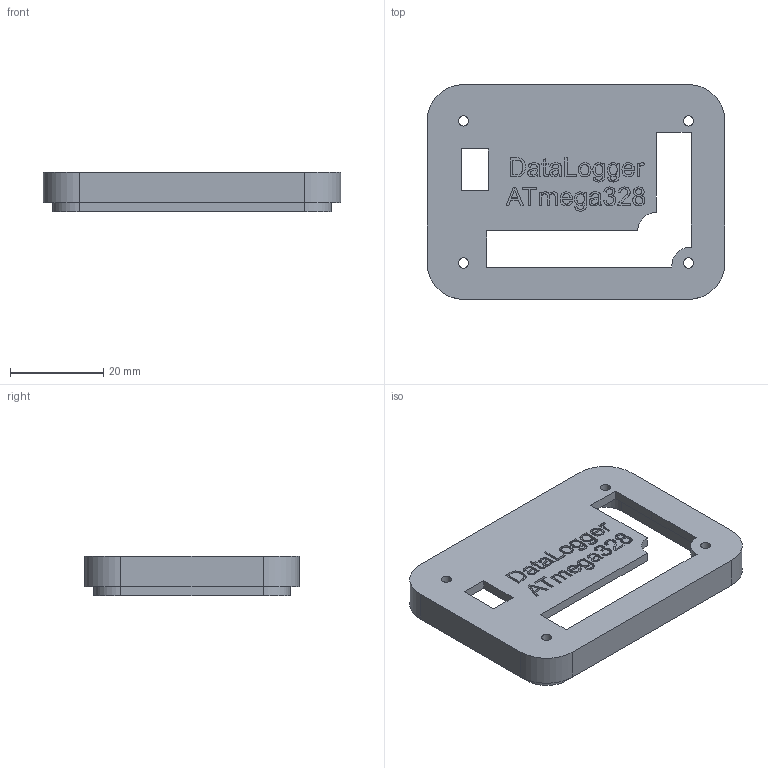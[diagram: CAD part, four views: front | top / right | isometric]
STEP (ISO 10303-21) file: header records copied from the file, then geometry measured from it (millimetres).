
FILE_DESCRIPTION(/* description */ (''),/* implementation_level */ '2;1');
FILE_NAME(/* name */ 'Enclosure-Top.step',/* time_stamp */ '2025-06-17T21:48:52+02:00',/* author */ (''),/* organization */ (''),/* preprocessor_version */ 'ST-DEVELOPER v20.1',/* originating_system */ 'Autodesk Translation Framework v14.4.0.0',/* authorisation */ '');
FILE_SCHEMA (('AUTOMOTIVE_DESIGN { 1 0 10303 214 3 1 1 }'));
Length unit declared in the file: millimetre
Products named in the file (1): 2025-04-02-17-54-57-167
Bounding box: 63.85 x 46.07 x 8.56 mm (x, y, z)
Volume: 7683.4 mm3; surface area: 8191.6 mm2
Topology: 1 solids, 1 shells, 530 faces, 1482 edges, 988 vertices
Faces by surface type: bspline 353, plane 159, cylinder 18
Full cylindrical faces by diameter (mm): 2.2 x4
Entity records: 20289 total; most frequent: CARTESIAN_POINT 9002, ORIENTED_EDGE 2964, EDGE_CURVE 1482, DIRECTION 1168, VERTEX_POINT 988, LINE 740, VECTOR 740, B_SPLINE_CURVE_WITH_KNOTS 706
